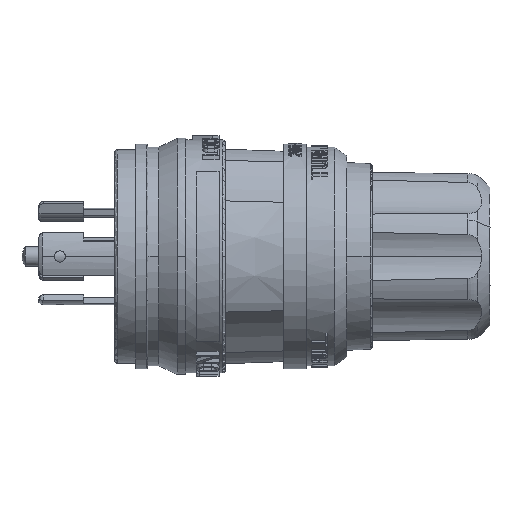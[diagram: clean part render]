
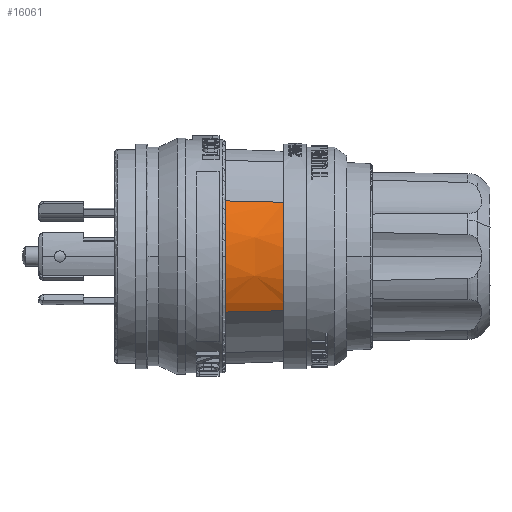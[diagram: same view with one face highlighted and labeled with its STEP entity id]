
A CAD part, front view. The second image highlights one B-rep face of the part: STEP entity #16061.
In plain terms, the highlighted conical face has half-angle 2 degrees and reference radius 26.728 mm.
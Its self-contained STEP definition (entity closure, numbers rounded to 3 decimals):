
#2263 = CARTESIAN_POINT ( 'NONE',  ( 69.989, -23.312, 13.413 ) ) ;
#2458 = CARTESIAN_POINT ( 'NONE',  ( 60.456, -23.567, -13.636 ) ) ;
#2777 = B_SPLINE_CURVE_WITH_KNOTS ( 'NONE', 3,
 ( #16049, #28917, #6224, #9277, #8806, #4135, #16526, #6383, #15892, #16210, #19082, #21042, #11582, #13966, #8656, #30988, #18924, #31309 ),
 .UNSPECIFIED., .F., .F.,
 ( 4, 2, 2, 2, 2, 2, 2, 2, 4 ),
 ( 0., 0.125, 0.25, 0.375, 0.5, 0.625, 0.75, 0.875, 1. ),
 .UNSPECIFIED. ) ;
#2916 = CARTESIAN_POINT ( 'NONE',  ( 60.456, -24.759, -11.576 ) ) ;
#4135 = CARTESIAN_POINT ( 'NONE',  ( 74.756, -26.126, 5.761 ) ) ;
#4345 = DIRECTION ( 'NONE',  ( -1., 0., 0. ) ) ;
#4797 = CARTESIAN_POINT ( 'NONE',  ( 65.222, -23.439, -13.525 ) ) ;
#4869 = CARTESIAN_POINT ( 'NONE',  ( 60.456, -25.679, -9.359 ) ) ;
#6224 = CARTESIAN_POINT ( 'NONE',  ( 74.756, -24.272, 11.254 ) ) ;
#6383 = CARTESIAN_POINT ( 'NONE',  ( 74.756, -26.653, 2.318 ) ) ;
#7914 = B_SPLINE_CURVE_WITH_KNOTS ( 'NONE', 3,
 ( #26397, #2263, #12122, #21886 ),
 .UNSPECIFIED., .F., .F.,
 ( 4, 4 ),
 ( 0., 1. ),
 .UNSPECIFIED. ) ;
#8656 = CARTESIAN_POINT ( 'NONE',  ( 74.756, -25.156, -9.107 ) ) ;
#8806 = CARTESIAN_POINT ( 'NONE',  ( 74.756, -25.528, 8.006 ) ) ;
#9277 = CARTESIAN_POINT ( 'NONE',  ( 74.756, -25.157, 9.105 ) ) ;
#9536 = CARTESIAN_POINT ( 'NONE',  ( 60.456, -26.914, 4.759 ) ) ;
#9780 = CARTESIAN_POINT ( 'NONE',  ( 60.456, -23.567, -13.636 ) ) ;
#10021 = CARTESIAN_POINT ( 'NONE',  ( 60.456, -27.228, -2.381 ) ) ;
#10303 = EDGE_CURVE ( 'NONE', #27708, #19178, #31662, .T. ) ;
#11582 = CARTESIAN_POINT ( 'NONE',  ( 74.756, -26.126, -5.763 ) ) ;
#12122 = CARTESIAN_POINT ( 'NONE',  ( 65.222, -23.44, 13.523 ) ) ;
#12222 = VERTEX_POINT ( 'NONE', #18615 ) ;
#13966 = CARTESIAN_POINT ( 'NONE',  ( 74.756, -25.527, -8.008 ) ) ;
#14722 = EDGE_LOOP ( 'NONE', ( #15557, #27078, #31481, #16270 ) ) ;
#15557 = ORIENTED_EDGE ( 'NONE', *, *, #10303, .T. ) ;
#15707 = CARTESIAN_POINT ( 'NONE',  ( 74.756, -23.183, 13.303 ) ) ;
#15798 = AXIS2_PLACEMENT_3D ( 'NONE', #16583, #4345, #26733 ) ;
#15892 = CARTESIAN_POINT ( 'NONE',  ( 74.756, -26.728, 1.161 ) ) ;
#16049 = CARTESIAN_POINT ( 'NONE',  ( 74.756, -23.183, 13.303 ) ) ;
#16061 = ADVANCED_FACE ( 'NONE', ( #19794 ), #25051, .T. ) ;
#16065 = EDGE_CURVE ( 'NONE', #19551, #12222, #7914, .T. ) ;
#16210 = CARTESIAN_POINT ( 'NONE',  ( 74.756, -26.728, -1.163 ) ) ;
#16247 = CARTESIAN_POINT ( 'NONE',  ( 74.756, -23.181, -13.305 ) ) ;
#16270 = ORIENTED_EDGE ( 'NONE', *, *, #22613, .T. ) ;
#16526 = CARTESIAN_POINT ( 'NONE',  ( 74.756, -26.351, 4.622 ) ) ;
#16583 = CARTESIAN_POINT ( 'NONE',  ( 74.756, 0., 0. ) ) ;
#18615 = CARTESIAN_POINT ( 'NONE',  ( 60.456, -23.568, 13.634 ) ) ;
#18924 = CARTESIAN_POINT ( 'NONE',  ( 74.756, -23.76, -12.297 ) ) ;
#19082 = CARTESIAN_POINT ( 'NONE',  ( 74.756, -26.653, -2.321 ) ) ;
#19178 = VERTEX_POINT ( 'NONE', #16247 ) ;
#19494 = CARTESIAN_POINT ( 'NONE',  ( 60.456, -24.76, 11.574 ) ) ;
#19551 = VERTEX_POINT ( 'NONE', #15707 ) ;
#19578 = CARTESIAN_POINT ( 'NONE',  ( 69.989, -23.31, -13.415 ) ) ;
#19794 = FACE_OUTER_BOUND ( 'NONE', #14722, .T. ) ;
#21042 = CARTESIAN_POINT ( 'NONE',  ( 74.756, -26.351, -4.625 ) ) ;
#21886 = CARTESIAN_POINT ( 'NONE',  ( 60.456, -23.568, 13.634 ) ) ;
#22613 = EDGE_CURVE ( 'NONE', #12222, #27708, #28054, .T. ) ;
#24420 = CARTESIAN_POINT ( 'NONE',  ( 74.756, -23.181, -13.305 ) ) ;
#25051 = CONICAL_SURFACE ( 'NONE', #15798, 26.728, 0.035 ) ;
#25191 = EDGE_CURVE ( 'NONE', #19551, #19178, #2777, .T. ) ;
#26397 = CARTESIAN_POINT ( 'NONE',  ( 74.756, -23.183, 13.303 ) ) ;
#26733 = DIRECTION ( 'NONE',  ( 0., 0., 1. ) ) ;
#26914 = CARTESIAN_POINT ( 'NONE',  ( 60.456, -25.68, 9.356 ) ) ;
#27078 = ORIENTED_EDGE ( 'NONE', *, *, #25191, .F. ) ;
#27227 = CARTESIAN_POINT ( 'NONE',  ( 60.456, -27.228, 2.379 ) ) ;
#27386 = CARTESIAN_POINT ( 'NONE',  ( 60.456, -26.914, -4.761 ) ) ;
#27621 = CARTESIAN_POINT ( 'NONE',  ( 60.456, -23.567, -13.636 ) ) ;
#27708 = VERTEX_POINT ( 'NONE', #27621 ) ;
#28054 = B_SPLINE_CURVE_WITH_KNOTS ( 'NONE', 3,
 ( #29641, #19494, #26914, #9536, #27227, #10021, #27386, #4869, #2916, #2458 ),
 .UNSPECIFIED., .F., .F.,
 ( 4, 2, 2, 2, 4 ),
 ( 0., 0.25, 0.5, 0.75, 1. ),
 .UNSPECIFIED. ) ;
#28917 = CARTESIAN_POINT ( 'NONE',  ( 74.756, -23.761, 12.295 ) ) ;
#29641 = CARTESIAN_POINT ( 'NONE',  ( 60.456, -23.568, 13.634 ) ) ;
#30988 = CARTESIAN_POINT ( 'NONE',  ( 74.756, -24.271, -11.256 ) ) ;
#31309 = CARTESIAN_POINT ( 'NONE',  ( 74.756, -23.181, -13.305 ) ) ;
#31481 = ORIENTED_EDGE ( 'NONE', *, *, #16065, .T. ) ;
#31662 = B_SPLINE_CURVE_WITH_KNOTS ( 'NONE', 3,
 ( #9780, #4797, #19578, #24420 ),
 .UNSPECIFIED., .F., .F.,
 ( 4, 4 ),
 ( 0., 1. ),
 .UNSPECIFIED. ) ;
